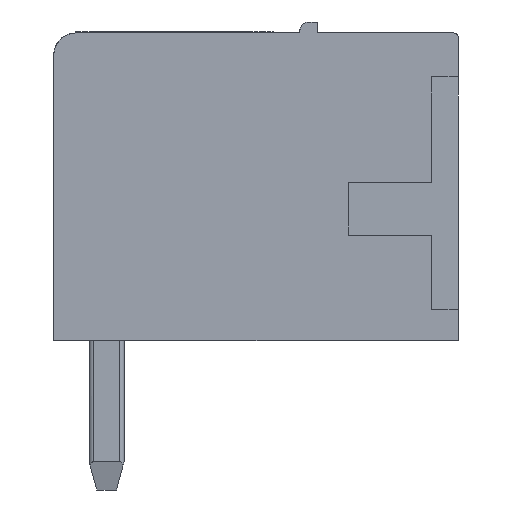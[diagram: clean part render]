
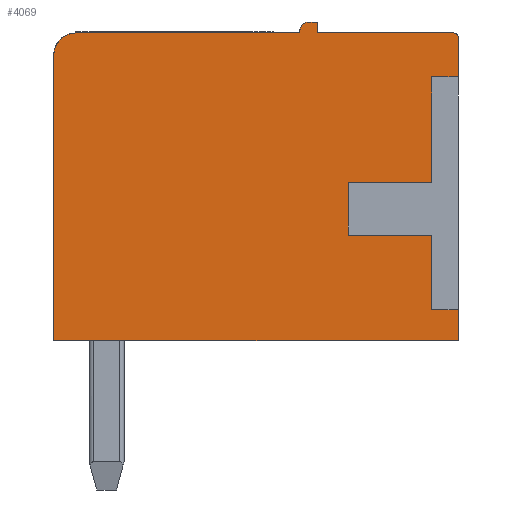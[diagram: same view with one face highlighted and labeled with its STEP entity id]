
A CAD part, left-side view. The second image highlights one B-rep face of the part: STEP entity #4069.
In plain terms, the highlighted planar face has unit normal (-1, 0.018, 0).
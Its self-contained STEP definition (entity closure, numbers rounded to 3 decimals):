
#4069=ADVANCED_FACE('',(#7493),#7494,.F.);
#7493=FACE_OUTER_BOUND('',#12992,.T.);
#7494=PLANE('',#12993);
#12992=EDGE_LOOP('',(#18486,#18487,#18488,#18489,#18490,#18491,#18492,#18493,#18494,#18495,#18496,#18497,#18498,#18499,#18500,#18501,#18502,#18503,#18504));
#12993=AXIS2_PLACEMENT_3D('',#18505,#18506,#18507);
#18486=ORIENTED_EDGE('',*,*,#22096,.T.);
#18487=ORIENTED_EDGE('',*,*,#21574,.T.);
#18488=ORIENTED_EDGE('',*,*,#21577,.F.);
#18489=ORIENTED_EDGE('',*,*,#21606,.F.);
#18490=ORIENTED_EDGE('',*,*,#21625,.F.);
#18491=ORIENTED_EDGE('',*,*,#22097,.F.);
#18492=ORIENTED_EDGE('',*,*,#22098,.T.);
#18493=ORIENTED_EDGE('',*,*,#22099,.T.);
#18494=ORIENTED_EDGE('',*,*,#22100,.T.);
#18495=ORIENTED_EDGE('',*,*,#22101,.T.);
#18496=ORIENTED_EDGE('',*,*,#22102,.T.);
#18497=ORIENTED_EDGE('',*,*,#22103,.T.);
#18498=ORIENTED_EDGE('',*,*,#22104,.T.);
#18499=ORIENTED_EDGE('',*,*,#22105,.F.);
#18500=ORIENTED_EDGE('',*,*,#22090,.F.);
#18501=ORIENTED_EDGE('',*,*,#22106,.F.);
#18502=ORIENTED_EDGE('',*,*,#22107,.T.);
#18503=ORIENTED_EDGE('',*,*,#22108,.F.);
#18504=ORIENTED_EDGE('',*,*,#22109,.F.);
#18505=CARTESIAN_POINT('',(-0.025,-1.414,7.975));
#18506=DIRECTION('',(1.,-0.017,0.));
#18507=DIRECTION('',(0.,0.,-1.0));
#21574=EDGE_CURVE('',#23876,#23894,#23896,.T.);
#21577=EDGE_CURVE('',#23898,#23894,#23900,.T.);
#21606=EDGE_CURVE('',#23948,#23898,#23950,.T.);
#21625=EDGE_CURVE('',#23975,#23948,#23977,.T.);
#22090=EDGE_CURVE('',#24650,#24648,#24652,.T.);
#22096=EDGE_CURVE('',#24660,#23876,#24661,.T.);
#22097=EDGE_CURVE('',#24662,#23975,#24663,.T.);
#22098=EDGE_CURVE('',#24662,#24664,#24665,.T.);
#22099=EDGE_CURVE('',#24664,#24666,#24667,.T.);
#22100=EDGE_CURVE('',#24666,#24668,#24669,.T.);
#22101=EDGE_CURVE('',#24668,#24670,#24671,.T.);
#22102=EDGE_CURVE('',#24670,#24672,#24673,.T.);
#22103=EDGE_CURVE('',#24672,#24674,#24675,.T.);
#22104=EDGE_CURVE('',#24674,#24676,#24677,.T.);
#22105=EDGE_CURVE('',#24648,#24676,#24678,.T.);
#22106=EDGE_CURVE('',#24679,#24650,#24680,.T.);
#22107=EDGE_CURVE('',#24679,#24681,#24682,.T.);
#22108=EDGE_CURVE('',#24683,#24681,#24684,.T.);
#22109=EDGE_CURVE('',#24660,#24683,#24685,.T.);
#23876=VERTEX_POINT('',#27225);
#23894=VERTEX_POINT('',#27248);
#23896=LINE('',#27251,#27252);
#23898=VERTEX_POINT('',#27254);
#23900=ELLIPSE('',#27257,0.5,0.5);
#23948=VERTEX_POINT('',#27326);
#23950=LINE('',#27329,#27330);
#23975=VERTEX_POINT('',#27365);
#23977=LINE('',#27368,#27369);
#24648=VERTEX_POINT('',#28387);
#24650=VERTEX_POINT('',#28390);
#24652=ELLIPSE('',#28393,0.1,0.1);
#24660=VERTEX_POINT('',#28404);
#24661=LINE('',#28405,#28406);
#24662=VERTEX_POINT('',#28407);
#24663=LINE('',#28408,#28409);
#24664=VERTEX_POINT('',#28410);
#24665=LINE('',#28411,#28412);
#24666=VERTEX_POINT('',#28413);
#24667=LINE('',#28414,#28415);
#24668=VERTEX_POINT('',#28416);
#24669=LINE('',#28417,#28418);
#24670=VERTEX_POINT('',#28419);
#24671=LINE('',#28420,#28421);
#24672=VERTEX_POINT('',#28422);
#24673=LINE('',#28423,#28424);
#24674=VERTEX_POINT('',#28425);
#24675=LINE('',#28426,#28427);
#24676=VERTEX_POINT('',#28428);
#24677=LINE('',#28429,#28430);
#24678=LINE('',#28431,#28432);
#24679=VERTEX_POINT('',#28433);
#24680=LINE('',#28434,#28435);
#24681=VERTEX_POINT('',#28436);
#24682=LINE('',#28437,#28438);
#24683=VERTEX_POINT('',#28439);
#24684=LINE('',#28440,#28441);
#24685=ELLIPSE('',#28442,0.2,0.2);
#27225=CARTESIAN_POINT('',(0.063,3.6,7.));
#27248=CARTESIAN_POINT('',(0.152,8.7,7.));
#27251=CARTESIAN_POINT('',(0.083,4.729,7.));
#27252=VECTOR('',#31008,1.0);
#27254=CARTESIAN_POINT('',(0.161,9.2,6.5));
#27257=AXIS2_PLACEMENT_3D('',#31010,#31011,#31012);
#27326=CARTESIAN_POINT('',(0.161,9.2,0.));
#27329=CARTESIAN_POINT('',(0.161,9.2,5.238));
#27330=VECTOR('',#31050,1.0);
#27365=CARTESIAN_POINT('',(0.,0.,0.));
#27368=CARTESIAN_POINT('',(0.083,4.729,0.));
#27369=VECTOR('',#31068,1.0);
#28387=CARTESIAN_POINT('',(0.,0.,6.9));
#28390=CARTESIAN_POINT('',(0.002,0.1,7.));
#28393=AXIS2_PLACEMENT_3D('',#31466,#31467,#31468);
#28404=CARTESIAN_POINT('',(0.063,3.6,7.05));
#28405=CARTESIAN_POINT('',(0.063,3.6,5.238));
#28406=VECTOR('',#31472,1.0);
#28407=CARTESIAN_POINT('',(0.,0.,0.7));
#28408=CARTESIAN_POINT('',(0.,0.,5.238));
#28409=VECTOR('',#31473,1.0);
#28410=CARTESIAN_POINT('',(0.01,0.6,0.7));
#28411=CARTESIAN_POINT('',(0.083,4.729,0.7));
#28412=VECTOR('',#31474,1.0);
#28413=CARTESIAN_POINT('',(0.01,0.6,2.4));
#28414=CARTESIAN_POINT('',(0.01,0.6,5.238));
#28415=VECTOR('',#31475,1.0);
#28416=CARTESIAN_POINT('',(0.044,2.5,2.4));
#28417=CARTESIAN_POINT('',(0.083,4.729,2.4));
#28418=VECTOR('',#31476,1.0);
#28419=CARTESIAN_POINT('',(0.044,2.5,3.6));
#28420=CARTESIAN_POINT('',(0.044,2.5,5.238));
#28421=VECTOR('',#31477,1.0);
#28422=CARTESIAN_POINT('',(0.01,0.6,3.6));
#28423=CARTESIAN_POINT('',(0.083,4.729,3.6));
#28424=VECTOR('',#31478,1.0);
#28425=CARTESIAN_POINT('',(0.01,0.6,6.));
#28426=CARTESIAN_POINT('',(0.01,0.6,5.238));
#28427=VECTOR('',#31479,1.0);
#28428=CARTESIAN_POINT('',(0.,0.,6.));
#28429=CARTESIAN_POINT('',(0.083,4.729,6.));
#28430=VECTOR('',#31480,1.0);
#28431=CARTESIAN_POINT('',(0.,0.,5.238));
#28432=VECTOR('',#31481,1.0);
#28433=CARTESIAN_POINT('',(0.056,3.2,7.));
#28434=CARTESIAN_POINT('',(0.083,4.729,7.));
#28435=VECTOR('',#31482,1.0);
#28436=CARTESIAN_POINT('',(0.056,3.2,7.25));
#28437=CARTESIAN_POINT('',(0.056,3.2,5.238));
#28438=VECTOR('',#31483,1.0);
#28439=CARTESIAN_POINT('',(0.059,3.4,7.25));
#28440=CARTESIAN_POINT('',(0.083,4.729,7.25));
#28441=VECTOR('',#31484,1.0);
#28442=AXIS2_PLACEMENT_3D('',#31485,#31486,#31487);
#31008=DIRECTION('',(0.017,1.,0.));
#31010=CARTESIAN_POINT('',(0.152,8.7,6.5));
#31011=DIRECTION('',(1.,-0.017,0.));
#31012=DIRECTION('',(0.017,1.,0.));
#31050=DIRECTION('',(0.,0.,1.0));
#31068=DIRECTION('',(0.017,1.,0.));
#31466=CARTESIAN_POINT('',(0.002,0.1,6.9));
#31467=DIRECTION('',(1.,-0.017,0.));
#31468=DIRECTION('',(0.017,1.,0.));
#31472=DIRECTION('',(0.,0.,-1.0));
#31473=DIRECTION('',(0.,0.,-1.0));
#31474=DIRECTION('',(0.017,1.,0.));
#31475=DIRECTION('',(0.,0.,1.0));
#31476=DIRECTION('',(0.017,1.,0.));
#31477=DIRECTION('',(0.,0.,1.0));
#31478=DIRECTION('',(-0.017,-1.,0.));
#31479=DIRECTION('',(0.,0.,1.0));
#31480=DIRECTION('',(-0.017,-1.,0.));
#31481=DIRECTION('',(0.,0.,-1.0));
#31482=DIRECTION('',(-0.017,-1.,0.));
#31483=DIRECTION('',(0.,0.,1.0));
#31484=DIRECTION('',(-0.017,-1.,0.));
#31485=CARTESIAN_POINT('',(0.059,3.4,7.05));
#31486=DIRECTION('',(1.,-0.017,0.));
#31487=DIRECTION('',(0.017,1.,0.));
